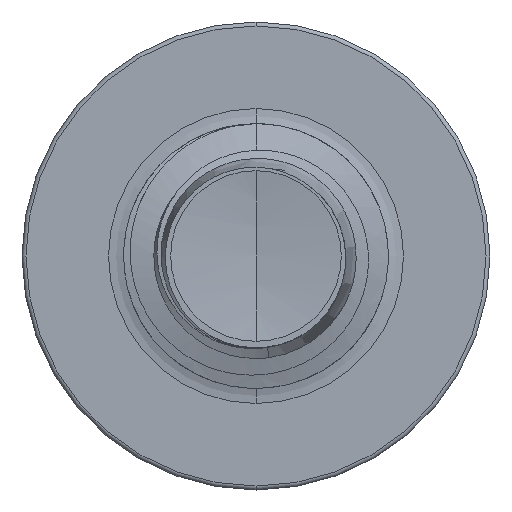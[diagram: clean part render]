
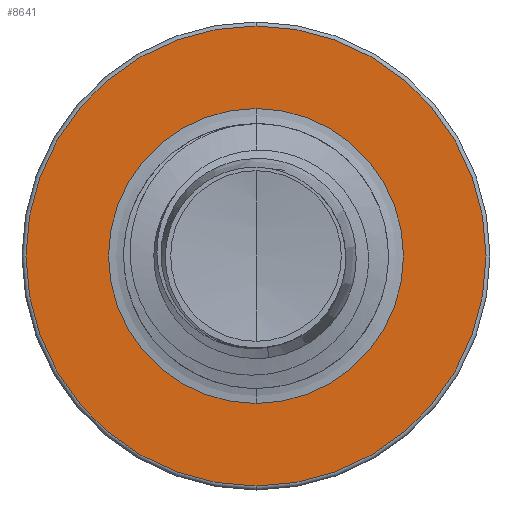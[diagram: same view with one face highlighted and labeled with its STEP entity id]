
A CAD part, front view. The second image highlights one B-rep face of the part: STEP entity #8641.
In plain terms, the highlighted planar face has unit normal (0, -1, 0).
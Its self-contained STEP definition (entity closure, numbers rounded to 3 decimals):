
#1307 = VERTEX_POINT ( 'NONE', #16350 ) ;
#1354 = VERTEX_POINT ( 'NONE', #9088 ) ;
#2070 = CIRCLE ( 'NONE', #15402, 2.605 ) ;
#2374 = AXIS2_PLACEMENT_3D ( 'NONE', #2895, #2875, #2859 ) ;
#2615 = FACE_BOUND ( 'NONE', #9420, .T. ) ;
#2859 = DIRECTION ( 'NONE',  ( 0., 0., 1. ) ) ;
#2875 = DIRECTION ( 'NONE',  ( 0., 1., 0. ) ) ;
#2895 = CARTESIAN_POINT ( 'NONE',  ( 0., 4.5, 0. ) ) ;
#2935 = CIRCLE ( 'NONE', #14574, 2.605 ) ;
#3937 = EDGE_CURVE ( 'NONE', #13507, #14799, #2070, .T. ) ;
#4250 = ORIENTED_EDGE ( 'NONE', *, *, #3937, .F. ) ;
#4311 = CIRCLE ( 'NONE', #2374, 1.67 ) ;
#5574 = DIRECTION ( 'NONE',  ( 0., 0., 1. ) ) ;
#5603 = CARTESIAN_POINT ( 'NONE',  ( 0., 4.5, 0. ) ) ;
#5604 = DIRECTION ( 'NONE',  ( 0., 1., 0. ) ) ;
#5606 = CARTESIAN_POINT ( 'NONE',  ( 0., 4.5, 0. ) ) ;
#6864 = DIRECTION ( 'NONE',  ( 0., 1., 0. ) ) ;
#7146 = DIRECTION ( 'NONE',  ( 0., 0., 1. ) ) ;
#8641 = ADVANCED_FACE ( 'NONE', ( #15782, #2615 ), #12396, .F. ) ;
#8679 = CIRCLE ( 'NONE', #8757, 1.67 ) ;
#8757 = AXIS2_PLACEMENT_3D ( 'NONE', #14395, #6864, #15193 ) ;
#9088 = CARTESIAN_POINT ( 'NONE',  ( 0., 4.5, -1.67 ) ) ;
#9420 = EDGE_LOOP ( 'NONE', ( #15756, #15221 ) ) ;
#10734 = DIRECTION ( 'NONE',  ( 0., 0., 1. ) ) ;
#10753 = DIRECTION ( 'NONE',  ( 0., 1., 0. ) ) ;
#11693 = EDGE_CURVE ( 'NONE', #1354, #1307, #4311, .T. ) ;
#12396 = PLANE ( 'NONE',  #15717 ) ;
#12468 = CARTESIAN_POINT ( 'NONE',  ( 0., 4.5, -1.67 ) ) ;
#13146 = CARTESIAN_POINT ( 'NONE',  ( 0., 4.5, 2.605 ) ) ;
#13432 = ORIENTED_EDGE ( 'NONE', *, *, #14372, .F. ) ;
#13507 = VERTEX_POINT ( 'NONE', #13146 ) ;
#14372 = EDGE_CURVE ( 'NONE', #14799, #13507, #2935, .T. ) ;
#14395 = CARTESIAN_POINT ( 'NONE',  ( 0., 4.5, 0. ) ) ;
#14547 = DIRECTION ( 'NONE',  ( 0., 1., 0. ) ) ;
#14574 = AXIS2_PLACEMENT_3D ( 'NONE', #5603, #14547, #7146 ) ;
#14799 = VERTEX_POINT ( 'NONE', #14937 ) ;
#14918 = EDGE_CURVE ( 'NONE', #1307, #1354, #8679, .T. ) ;
#14937 = CARTESIAN_POINT ( 'NONE',  ( 0., 4.5, -2.605 ) ) ;
#15193 = DIRECTION ( 'NONE',  ( 0., 0., 1. ) ) ;
#15221 = ORIENTED_EDGE ( 'NONE', *, *, #11693, .T. ) ;
#15402 = AXIS2_PLACEMENT_3D ( 'NONE', #5606, #5604, #5574 ) ;
#15683 = EDGE_LOOP ( 'NONE', ( #4250, #13432 ) ) ;
#15717 = AXIS2_PLACEMENT_3D ( 'NONE', #12468, #10753, #10734 ) ;
#15756 = ORIENTED_EDGE ( 'NONE', *, *, #14918, .T. ) ;
#15782 = FACE_OUTER_BOUND ( 'NONE', #15683, .T. ) ;
#16350 = CARTESIAN_POINT ( 'NONE',  ( 0., 4.5, 1.67 ) ) ;
